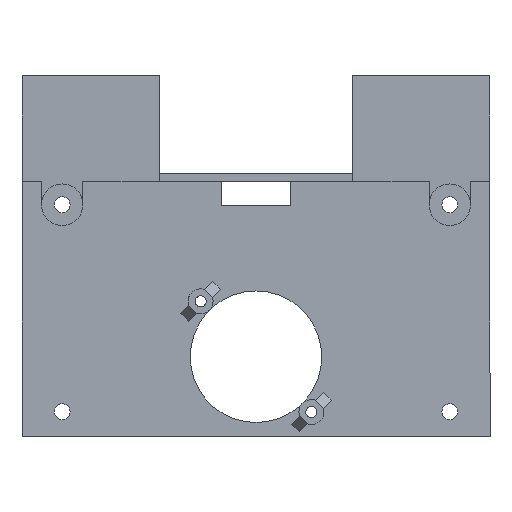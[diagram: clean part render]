
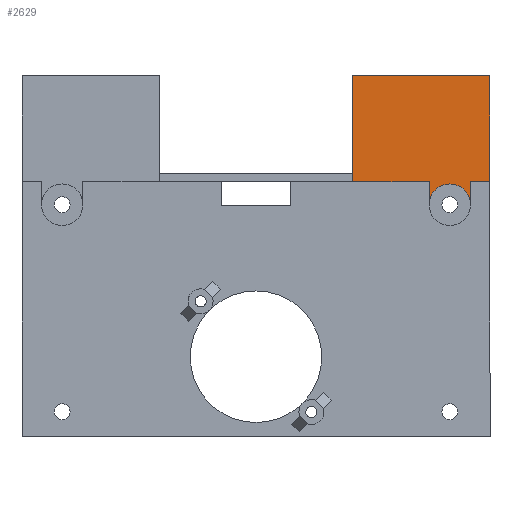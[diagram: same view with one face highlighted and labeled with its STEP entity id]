
A CAD part, front view. The second image highlights one B-rep face of the part: STEP entity #2629.
In plain terms, the highlighted planar face has unit normal (0, -1, 0).
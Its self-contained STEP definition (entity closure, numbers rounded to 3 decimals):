
#23 = LINE ( 'NONE', #1700, #2834 ) ;
#29 = EDGE_CURVE ( 'NONE', #731, #1199, #485, .T. ) ;
#147 = VECTOR ( 'NONE', #918, 1000. ) ;
#185 = CARTESIAN_POINT ( 'NONE',  ( 14., -6.9, 33.1 ) ) ;
#199 = VERTEX_POINT ( 'NONE', #423 ) ;
#212 = LINE ( 'NONE', #2596, #337 ) ;
#279 = EDGE_CURVE ( 'NONE', #1199, #3240, #484, .T. ) ;
#337 = VECTOR ( 'NONE', #2087, 1000. ) ;
#388 = DIRECTION ( 'NONE',  ( 0., 0., -1. ) ) ;
#423 = CARTESIAN_POINT ( 'NONE',  ( 25., -6.9, 17.8 ) ) ;
#433 = AXIS2_PLACEMENT_3D ( 'NONE', #2247, #1227, #1497 ) ;
#444 = VERTEX_POINT ( 'NONE', #2297 ) ;
#470 = DIRECTION ( 'NONE',  ( 1., 0., 0. ) ) ;
#484 = CIRCLE ( 'NONE', #433, 3. ) ;
#485 = CIRCLE ( 'NONE', #1396, 3. ) ;
#493 = ORIENTED_EDGE ( 'NONE', *, *, #2668, .F. ) ;
#502 = FACE_OUTER_BOUND ( 'NONE', #3238, .T. ) ;
#518 = ORIENTED_EDGE ( 'NONE', *, *, #932, .F. ) ;
#694 = ORIENTED_EDGE ( 'NONE', *, *, #29, .F. ) ;
#729 = ORIENTED_EDGE ( 'NONE', *, *, #279, .F. ) ;
#731 = VERTEX_POINT ( 'NONE', #1411 ) ;
#839 = EDGE_CURVE ( 'NONE', #1550, #3181, #1983, .T. ) ;
#907 = DIRECTION ( 'NONE',  ( 0., -1., 0. ) ) ;
#918 = DIRECTION ( 'NONE',  ( 0., 0., 1. ) ) ;
#925 = DIRECTION ( 'NONE',  ( 0., 0., -1. ) ) ;
#932 = EDGE_CURVE ( 'NONE', #1550, #731, #212, .T. ) ;
#1026 = CARTESIAN_POINT ( 'NONE',  ( 33.8, -6.9, 17.8 ) ) ;
#1032 = VECTOR ( 'NONE', #2404, 1000. ) ;
#1157 = CARTESIAN_POINT ( 'NONE',  ( 28., -6.9, 17.45 ) ) ;
#1199 = VERTEX_POINT ( 'NONE', #1157 ) ;
#1210 = DIRECTION ( 'NONE',  ( -1., 0., 0. ) ) ;
#1227 = DIRECTION ( 'NONE',  ( 0., -1., 0. ) ) ;
#1396 = AXIS2_PLACEMENT_3D ( 'NONE', #2634, #2645, #1630 ) ;
#1411 = CARTESIAN_POINT ( 'NONE',  ( 31., -6.9, 14.45 ) ) ;
#1449 = AXIS2_PLACEMENT_3D ( 'NONE', #2973, #907, #388 ) ;
#1469 = VERTEX_POINT ( 'NONE', #2028 ) ;
#1483 = CARTESIAN_POINT ( 'NONE',  ( 33.8, -6.9, 17.8 ) ) ;
#1497 = DIRECTION ( 'NONE',  ( 0., 0., 1. ) ) ;
#1545 = ORIENTED_EDGE ( 'NONE', *, *, #3298, .T. ) ;
#1550 = VERTEX_POINT ( 'NONE', #2883 ) ;
#1629 = ORIENTED_EDGE ( 'NONE', *, *, #2761, .T. ) ;
#1630 = DIRECTION ( 'NONE',  ( 0., 0., 1. ) ) ;
#1700 = CARTESIAN_POINT ( 'NONE',  ( 14., -6.9, 17.8 ) ) ;
#1725 = CARTESIAN_POINT ( 'NONE',  ( 25., -6.9, 14.45 ) ) ;
#1730 = PLANE ( 'NONE',  #1449 ) ;
#1789 = DIRECTION ( 'NONE',  ( 1., 0., 0. ) ) ;
#1806 = LINE ( 'NONE', #2452, #147 ) ;
#1830 = ORIENTED_EDGE ( 'NONE', *, *, #1851, .T. ) ;
#1851 = EDGE_CURVE ( 'NONE', #3278, #1469, #23, .T. ) ;
#1888 = CARTESIAN_POINT ( 'NONE',  ( 33.8, -6.9, 17.8 ) ) ;
#1983 = LINE ( 'NONE', #1026, #3099 ) ;
#2028 = CARTESIAN_POINT ( 'NONE',  ( 14., -6.9, 17.8 ) ) ;
#2043 = LINE ( 'NONE', #2134, #1032 ) ;
#2087 = DIRECTION ( 'NONE',  ( 0., 0., -1. ) ) ;
#2134 = CARTESIAN_POINT ( 'NONE',  ( 33.8, -6.9, 17.8 ) ) ;
#2247 = CARTESIAN_POINT ( 'NONE',  ( 28., -6.9, 14.45 ) ) ;
#2254 = VECTOR ( 'NONE', #1210, 1000. ) ;
#2297 = CARTESIAN_POINT ( 'NONE',  ( 33.8, -6.9, 33.1 ) ) ;
#2404 = DIRECTION ( 'NONE',  ( 0., 0., 1. ) ) ;
#2446 = LINE ( 'NONE', #1483, #3258 ) ;
#2452 = CARTESIAN_POINT ( 'NONE',  ( 25., -6.9, 14.45 ) ) ;
#2531 = EDGE_CURVE ( 'NONE', #3181, #444, #2043, .T. ) ;
#2596 = CARTESIAN_POINT ( 'NONE',  ( 31., -6.9, 14.45 ) ) ;
#2629 = ADVANCED_FACE ( 'NONE', ( #502 ), #1730, .T. ) ;
#2634 = CARTESIAN_POINT ( 'NONE',  ( 28., -6.9, 14.45 ) ) ;
#2645 = DIRECTION ( 'NONE',  ( 0., -1., 0. ) ) ;
#2661 = ORIENTED_EDGE ( 'NONE', *, *, #2531, .T. ) ;
#2668 = EDGE_CURVE ( 'NONE', #3240, #199, #1806, .T. ) ;
#2746 = CARTESIAN_POINT ( 'NONE',  ( 33.8, -6.9, 33.1 ) ) ;
#2761 = EDGE_CURVE ( 'NONE', #1469, #199, #2446, .T. ) ;
#2834 = VECTOR ( 'NONE', #925, 1000. ) ;
#2883 = CARTESIAN_POINT ( 'NONE',  ( 31., -6.9, 17.8 ) ) ;
#2885 = LINE ( 'NONE', #2746, #2254 ) ;
#2948 = ORIENTED_EDGE ( 'NONE', *, *, #839, .T. ) ;
#2973 = CARTESIAN_POINT ( 'NONE',  ( 0., -6.9, 0. ) ) ;
#3099 = VECTOR ( 'NONE', #1789, 1000. ) ;
#3181 = VERTEX_POINT ( 'NONE', #1888 ) ;
#3238 = EDGE_LOOP ( 'NONE', ( #493, #729, #694, #518, #2948, #2661, #1545, #1830, #1629 ) ) ;
#3240 = VERTEX_POINT ( 'NONE', #1725 ) ;
#3258 = VECTOR ( 'NONE', #470, 1000. ) ;
#3278 = VERTEX_POINT ( 'NONE', #185 ) ;
#3298 = EDGE_CURVE ( 'NONE', #444, #3278, #2885, .T. ) ;
